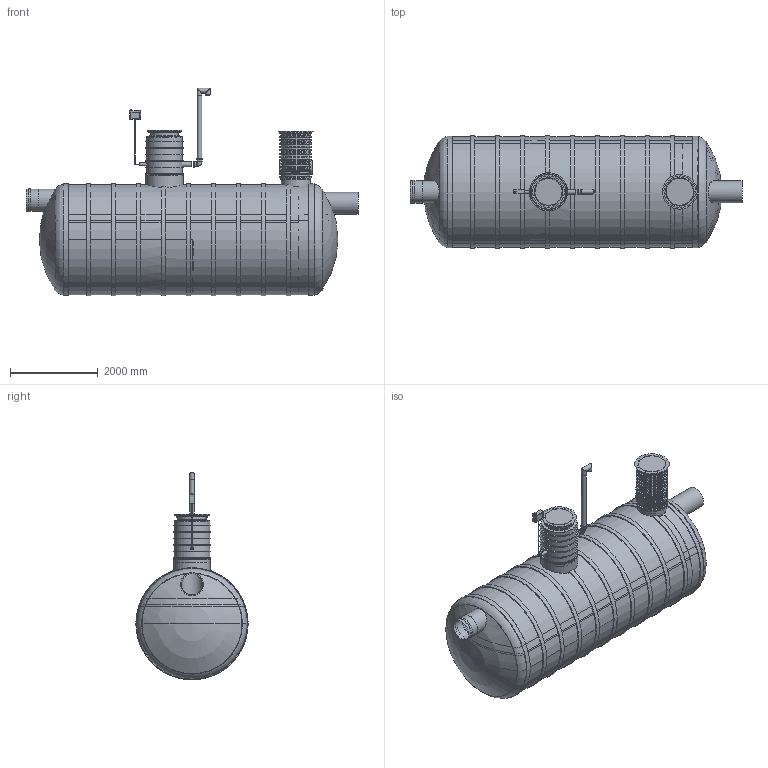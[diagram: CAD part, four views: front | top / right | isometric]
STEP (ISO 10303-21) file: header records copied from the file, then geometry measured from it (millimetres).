
FILE_DESCRIPTION(/* description */ ('Unknown'),/* implementation_level */ '2;1');
FILE_NAME(/* name */ 'EQ BP 1.klassi õlieraldaja NS80_240',/* time_stamp */ '2023-04-13T14:09:48+03:00',/* author */ ('Unknown'),/* organization */ ('Unknown'),/* preprocessor_version */ 'ST-DEVELOPER v18.1',/* originating_system */ 'Solid Edge',/* authorisation */ 'Unknown');
FILE_SCHEMA (('AUTOMOTIVE_DESIGN {1 0 10303 214 3 1 1}'));
Length unit declared in the file: millimetre
Products named in the file (53): EQ BP 1.klassi eraldaja NS80_240; NS80_240 kestakoost D2500 30.03.23; silinder D2500 NS80_240; 2527.101 KP ots2 2500; 2527.102 KP ots1 2500; 2527.113 väljund D315; SO015645 NS80 filtrikastikoost; SO015645.108 vahesein1; SO015645 pohjaplaat filtrikastile; Raam kahele filtriplokile 2631.000_var2; 2631.001_var2; 2631.002_var2; Polt_M6x20HK; Mutter M6 a2_NY; Filter HD Q-PAC; SO015645 kylgsein filtrikastile; SO015645 otsaplaat filtrikastile; SO015645 tugi filtrikastile; SO015645 sisend D500; sisend D500 30.03.23; 2527.109 vahesein2_var2; D800 KP silinder 9.12.19; SO015645.121 moodavoolule toru; D665 KP silinder 26.04.19; 2527.119 vahesein 3; SO015645.120 moodavoolutoru; Olieraldustoru1; SO012747-3.002; keermelattM8x200; Mutter M8RVNY; Seib 8 RV; RoundTubing 25x2.3_oa_0; Ujuk_oa_1; Ujuk_oa_2; Ujuk_oa_3; RoundTubing 63x4.7_oa_4; RoundTubing 110x6.6_oa_5; PE_vent_malm_L=1500; PVC_polv_110; PE venttoru DN100 L=1500 ...
Assembly tree (86 placements, depth 5):
  EQ BP 1.klassi eraldaja NS80_240
    NS80_240 kestakoost D2500 30.03.23
      silinder D2500 NS80_240
      2527.101 KP ots2 2500
      2527.102 KP ots1 2500
      2527.113 väljund D315
      SO015645 NS80 filtrikastikoost
        SO015645.108 vahesein1
        SO015645 pohjaplaat filtrikastile
        Raam kahele filtriplokile 2631.000_var2  x24
          2631.001_var2
          2631.002_var2
          Polt_M6x20HK
          Mutter M6 a2_NY
          Filter HD Q-PAC
        SO015645 kylgsein filtrikastile  x2
        SO015645 otsaplaat filtrikastile  x2
        SO015645 tugi filtrikastile
      SO015645 sisend D500
      sisend D500 30.03.23
      2527.109 vahesein2_var2
      D800 KP silinder 9.12.19
      SO015645.121 moodavoolule toru
      D665 KP silinder 26.04.19
      2527.119 vahesein 3
      SO015645.120 moodavoolutoru
    Olieraldustoru1
      SO012747-3.002
      keermelattM8x200
      Mutter M8RVNY  x2
      Seib 8 RV  x2
    RoundTubing 25x2.3_oa_0
    Ujuk_oa_1
    Ujuk_oa_2
    Ujuk_oa_3
    RoundTubing 63x4.7_oa_4
    RoundTubing 110x6.6_oa_5
    PE_vent_malm_L=1500
      PVC_polv_110
      PE venttoru DN100 L=1500
      Rotoventiots
    elektrikarp loikefotole
    2527.002 NS80 õlimaht
    2703.001  x2
    Malmluuk_D600_(Ginmika)  x2
      Malmluugi_korpus_D600_(Ginmika)
      Malmluugi_kaan_D600_(Ginmika)
    Tihend teeninduskaevule 800
    D800 uus rotost teeninduskaev_lisaga 20.02.23
    2697.001 tihend teeninduskaevule 670_var2  x3
    2527.004 liivamaht NS80
    2693.001_var3
    2527.003 efektiivne maht NS80
Bounding box: 7584.2 x 2562 x 4739.89 mm (x, y, z)
Volume: 34836711425 mm3; surface area: 360884550.5 mm2
Topology: 246 solids, 247 shells, 4826 faces, 11098 edges, 6908 vertices
Faces by surface type: plane 3438, cylinder 1119, torus 153, cone 83, bspline 23, sphere 10
Full cylindrical faces by diameter (mm): 4.917 x48, 6 x50, 6.8 x2, 7 x96, 8 x73, 8.4 x2, 8.5 x3, 9 x4, 10 x104, 16 x2, 20 x1, 20.4 x1, 25 x1, 53.6 x1, 63 x1, 96.8 x1, 100 x2, 103.2 x3, 105 x1, 110 x9, 120 x2, 130 x2, 190.4 x1, 200 x1, 315 x1, 480 x3, 487.6 x3, 500 x9, 511.6 x2, 531.6 x1
Entity records: 29077 total; most frequent: CARTESIAN_POINT 8176, DIRECTION 4138, ORIENTED_EDGE 3342, AXIS2_PLACEMENT_3D 1763, EDGE_CURVE 1671, EDGE_LOOP 1486, FACE_BOUND 1486, VERTEX_POINT 1249
